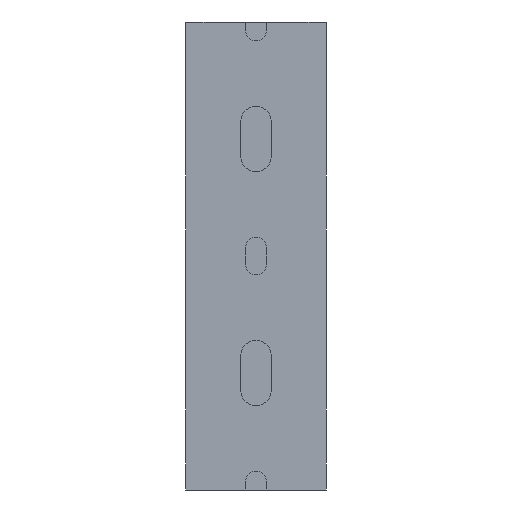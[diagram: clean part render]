
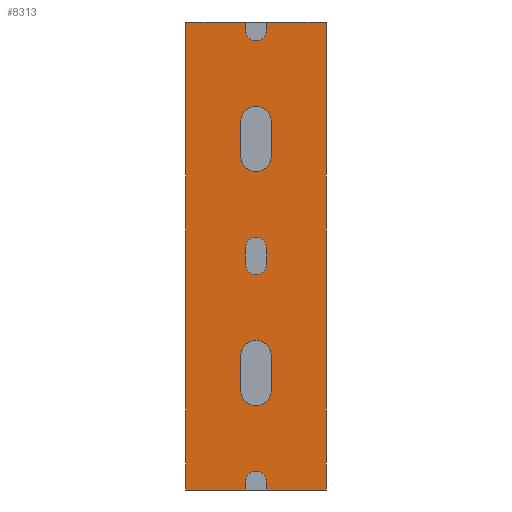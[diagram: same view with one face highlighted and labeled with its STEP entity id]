
A CAD part, front view. The second image highlights one B-rep face of the part: STEP entity #8313.
In plain terms, the highlighted planar face has unit normal (0, -1, 0).
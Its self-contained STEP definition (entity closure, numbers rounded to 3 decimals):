
#30=FACE_BOUND('',#933,.T.);
#31=FACE_BOUND('',#934,.T.);
#32=FACE_BOUND('',#935,.T.);
#501=FACE_OUTER_BOUND('',#932,.T.);
#932=EDGE_LOOP('',(#6407,#6408,#6409,#6410,#6411,#6412,#6413,#6414,#6415,
#6416,#6417,#6418));
#933=EDGE_LOOP('',(#6419,#6420,#6421,#6422));
#934=EDGE_LOOP('',(#6423,#6424,#6425,#6426));
#935=EDGE_LOOP('',(#6427,#6428,#6429,#6430));
#1389=LINE('',#12802,#2257);
#1392=LINE('',#12807,#2260);
#1551=LINE('',#13226,#2419);
#1554=LINE('',#13233,#2422);
#1571=LINE('',#13281,#2439);
#1574=LINE('',#13286,#2442);
#1576=LINE('',#13291,#2444);
#1578=LINE('',#13294,#2446);
#1579=LINE('',#13298,#2447);
#1580=LINE('',#13300,#2448);
#1581=LINE('',#13302,#2449);
#1582=LINE('',#13304,#2450);
#1583=LINE('',#13306,#2451);
#1584=LINE('',#13311,#2452);
#1585=LINE('',#13317,#2453);
#1586=LINE('',#13321,#2454);
#2257=VECTOR('',#9947,10.);
#2260=VECTOR('',#9952,10.);
#2419=VECTOR('',#10391,10.);
#2422=VECTOR('',#10396,10.);
#2439=VECTOR('',#10433,10.);
#2442=VECTOR('',#10438,10.);
#2444=VECTOR('',#10442,10.);
#2446=VECTOR('',#10446,10.);
#2447=VECTOR('',#10449,10.);
#2448=VECTOR('',#10450,10.);
#2449=VECTOR('',#10451,10.);
#2450=VECTOR('',#10452,10.);
#2451=VECTOR('',#10453,10.);
#2452=VECTOR('',#10458,10.);
#2453=VECTOR('',#10465,10.);
#2454=VECTOR('',#10468,10.);
#3042=CIRCLE('',#8950,2.25);
#3043=CIRCLE('',#8951,2.25);
#3044=CIRCLE('',#8952,3.25);
#3045=CIRCLE('',#8953,3.25);
#3046=CIRCLE('',#8954,3.25);
#3047=CIRCLE('',#8955,3.25);
#3048=CIRCLE('',#8956,2.25);
#3049=CIRCLE('',#8957,2.25);
#3511=VERTEX_POINT('',#12799);
#3512=VERTEX_POINT('',#12801);
#3513=VERTEX_POINT('',#12806);
#3572=VERTEX_POINT('',#13223);
#3573=VERTEX_POINT('',#13225);
#3574=VERTEX_POINT('',#13229);
#3576=VERTEX_POINT('',#13232);
#3596=VERTEX_POINT('',#13278);
#3597=VERTEX_POINT('',#13280);
#3598=VERTEX_POINT('',#13284);
#3599=VERTEX_POINT('',#13288);
#3600=VERTEX_POINT('',#13290);
#3601=VERTEX_POINT('',#13295);
#3602=VERTEX_POINT('',#13297);
#3603=VERTEX_POINT('',#13299);
#3604=VERTEX_POINT('',#13301);
#3605=VERTEX_POINT('',#13303);
#3606=VERTEX_POINT('',#13305);
#3607=VERTEX_POINT('',#13308);
#3608=VERTEX_POINT('',#13310);
#3609=VERTEX_POINT('',#13313);
#3610=VERTEX_POINT('',#13315);
#3611=VERTEX_POINT('',#13318);
#3612=VERTEX_POINT('',#13320);
#4411=EDGE_CURVE('',#3511,#3512,#1389,.T.);
#4414=EDGE_CURVE('',#3512,#3513,#1392,.T.);
#4600=EDGE_CURVE('',#3573,#3572,#1551,.T.);
#4603=EDGE_CURVE('',#3576,#3574,#1554,.T.);
#4628=EDGE_CURVE('',#3597,#3596,#1571,.T.);
#4631=EDGE_CURVE('',#3511,#3598,#1574,.T.);
#4633=EDGE_CURVE('',#3600,#3599,#1576,.T.);
#4635=EDGE_CURVE('',#3513,#3574,#1578,.T.);
#4636=EDGE_CURVE('',#3598,#3601,#3042,.T.);
#4637=EDGE_CURVE('',#3601,#3602,#1579,.T.);
#4638=EDGE_CURVE('',#3602,#3603,#1580,.T.);
#4639=EDGE_CURVE('',#3603,#3604,#1581,.T.);
#4640=EDGE_CURVE('',#3604,#3605,#1582,.T.);
#4641=EDGE_CURVE('',#3605,#3606,#1583,.T.);
#4642=EDGE_CURVE('',#3606,#3576,#3043,.T.);
#4643=EDGE_CURVE('',#3572,#3607,#3044,.T.);
#4644=EDGE_CURVE('',#3607,#3608,#1584,.T.);
#4645=EDGE_CURVE('',#3608,#3573,#3045,.T.);
#4646=EDGE_CURVE('',#3609,#3597,#3046,.T.);
#4647=EDGE_CURVE('',#3596,#3610,#3047,.T.);
#4648=EDGE_CURVE('',#3610,#3609,#1585,.T.);
#4649=EDGE_CURVE('',#3599,#3611,#3048,.T.);
#4650=EDGE_CURVE('',#3611,#3612,#1586,.T.);
#4651=EDGE_CURVE('',#3612,#3600,#3049,.T.);
#6407=ORIENTED_EDGE('',*,*,#4603,.T.);
#6408=ORIENTED_EDGE('',*,*,#4635,.F.);
#6409=ORIENTED_EDGE('',*,*,#4414,.F.);
#6410=ORIENTED_EDGE('',*,*,#4411,.F.);
#6411=ORIENTED_EDGE('',*,*,#4631,.T.);
#6412=ORIENTED_EDGE('',*,*,#4636,.T.);
#6413=ORIENTED_EDGE('',*,*,#4637,.T.);
#6414=ORIENTED_EDGE('',*,*,#4638,.T.);
#6415=ORIENTED_EDGE('',*,*,#4639,.T.);
#6416=ORIENTED_EDGE('',*,*,#4640,.T.);
#6417=ORIENTED_EDGE('',*,*,#4641,.T.);
#6418=ORIENTED_EDGE('',*,*,#4642,.T.);
#6419=ORIENTED_EDGE('',*,*,#4643,.T.);
#6420=ORIENTED_EDGE('',*,*,#4644,.T.);
#6421=ORIENTED_EDGE('',*,*,#4645,.T.);
#6422=ORIENTED_EDGE('',*,*,#4600,.T.);
#6423=ORIENTED_EDGE('',*,*,#4646,.T.);
#6424=ORIENTED_EDGE('',*,*,#4628,.T.);
#6425=ORIENTED_EDGE('',*,*,#4647,.T.);
#6426=ORIENTED_EDGE('',*,*,#4648,.T.);
#6427=ORIENTED_EDGE('',*,*,#4649,.T.);
#6428=ORIENTED_EDGE('',*,*,#4650,.T.);
#6429=ORIENTED_EDGE('',*,*,#4651,.T.);
#6430=ORIENTED_EDGE('',*,*,#4633,.T.);
#7978=PLANE('',#8949);
#8313=ADVANCED_FACE('',(#501,#30,#31,#32),#7978,.T.);
#8949=AXIS2_PLACEMENT_3D('',#13293,#10444,#10445);
#8950=AXIS2_PLACEMENT_3D('',#13296,#10447,#10448);
#8951=AXIS2_PLACEMENT_3D('',#13307,#10454,#10455);
#8952=AXIS2_PLACEMENT_3D('',#13309,#10456,#10457);
#8953=AXIS2_PLACEMENT_3D('',#13312,#10459,#10460);
#8954=AXIS2_PLACEMENT_3D('',#13314,#10461,#10462);
#8955=AXIS2_PLACEMENT_3D('',#13316,#10463,#10464);
#8956=AXIS2_PLACEMENT_3D('',#13319,#10466,#10467);
#8957=AXIS2_PLACEMENT_3D('',#13322,#10469,#10470);
#9947=DIRECTION('',(1.,0.,0.));
#9952=DIRECTION('',(0.,0.,-1.));
#10391=DIRECTION('',(0.,0.,-1.));
#10396=DIRECTION('',(0.,0.,-1.));
#10433=DIRECTION('',(0.,0.,-1.));
#10438=DIRECTION('',(0.,0.,-1.));
#10442=DIRECTION('',(0.,0.,-1.));
#10444=DIRECTION('center_axis',(0.,-1.,0.));
#10445=DIRECTION('ref_axis',(0.,0.,-1.));
#10446=DIRECTION('',(-1.,0.,0.));
#10447=DIRECTION('center_axis',(0.,1.,0.));
#10448=DIRECTION('ref_axis',(-1.,0.,0.));
#10449=DIRECTION('',(0.,0.,1.));
#10450=DIRECTION('',(-1.,0.,0.));
#10451=DIRECTION('',(0.,0.,-1.));
#10452=DIRECTION('',(1.,0.,0.));
#10453=DIRECTION('',(0.,0.,1.));
#10454=DIRECTION('center_axis',(0.,1.,0.));
#10455=DIRECTION('ref_axis',(1.,0.,0.));
#10456=DIRECTION('center_axis',(0.,1.,0.));
#10457=DIRECTION('ref_axis',(-1.,0.,0.));
#10458=DIRECTION('',(0.,0.,1.));
#10459=DIRECTION('center_axis',(0.,1.,0.));
#10460=DIRECTION('ref_axis',(1.,0.,0.));
#10461=DIRECTION('center_axis',(0.,1.,0.));
#10462=DIRECTION('ref_axis',(1.,0.,0.));
#10463=DIRECTION('center_axis',(0.,1.,0.));
#10464=DIRECTION('ref_axis',(-1.,0.,0.));
#10465=DIRECTION('',(0.,0.,1.));
#10466=DIRECTION('center_axis',(0.,1.,0.));
#10467=DIRECTION('ref_axis',(-1.,0.,0.));
#10468=DIRECTION('',(0.,0.,1.));
#10469=DIRECTION('center_axis',(0.,1.,0.));
#10470=DIRECTION('ref_axis',(1.,0.,0.));
#12799=CARTESIAN_POINT('',(2.25,0.,0.));
#12801=CARTESIAN_POINT('',(15.,0.,0.));
#12802=CARTESIAN_POINT('',(0.,0.,0.));
#12806=CARTESIAN_POINT('',(15.,0.,-100.));
#12807=CARTESIAN_POINT('',(15.,0.,0.));
#13223=CARTESIAN_POINT('',(3.25,0.,-78.75));
#13225=CARTESIAN_POINT('',(3.25,0.,-71.25));
#13226=CARTESIAN_POINT('',(3.25,0.,-35.625));
#13229=CARTESIAN_POINT('',(2.25,0.,-100.));
#13232=CARTESIAN_POINT('',(2.25,0.,-98.25));
#13233=CARTESIAN_POINT('',(2.25,0.,-49.125));
#13278=CARTESIAN_POINT('',(3.25,0.,-28.75));
#13280=CARTESIAN_POINT('',(3.25,0.,-21.25));
#13281=CARTESIAN_POINT('',(3.25,0.,-10.625));
#13284=CARTESIAN_POINT('',(2.25,0.,-1.75));
#13286=CARTESIAN_POINT('',(2.25,0.,0.875));
#13288=CARTESIAN_POINT('',(2.25,0.,-51.75));
#13290=CARTESIAN_POINT('',(2.25,0.,-48.25));
#13291=CARTESIAN_POINT('',(2.25,0.,-24.125));
#13293=CARTESIAN_POINT('Origin',(-15.,0.,0.));
#13294=CARTESIAN_POINT('',(0.,0.,-100.));
#13295=CARTESIAN_POINT('',(-2.25,0.,-1.75));
#13296=CARTESIAN_POINT('Origin',(0.,0.,
-1.75));
#13297=CARTESIAN_POINT('',(-2.25,0.,0.));
#13298=CARTESIAN_POINT('',(-2.25,0.,0.875));
#13299=CARTESIAN_POINT('',(-15.,0.,0.));
#13300=CARTESIAN_POINT('',(0.,0.,0.));
#13301=CARTESIAN_POINT('',(-15.,0.,-100.));
#13302=CARTESIAN_POINT('',(-15.,0.,0.));
#13303=CARTESIAN_POINT('',(-2.25,0.,-100.));
#13304=CARTESIAN_POINT('',(0.,0.,-100.));
#13305=CARTESIAN_POINT('',(-2.25,0.,-98.25));
#13306=CARTESIAN_POINT('',(-2.25,0.,-49.125));
#13307=CARTESIAN_POINT('Origin',(0.,0.,
-98.25));
#13308=CARTESIAN_POINT('',(-3.25,0.,-78.75));
#13309=CARTESIAN_POINT('Origin',(0.,0.,
-78.75));
#13310=CARTESIAN_POINT('',(-3.25,0.,-71.25));
#13311=CARTESIAN_POINT('',(-3.25,0.,-35.625));
#13312=CARTESIAN_POINT('Origin',(0.,0.,
-71.25));
#13313=CARTESIAN_POINT('',(-3.25,0.,-21.25));
#13314=CARTESIAN_POINT('Origin',(0.,0.,
-21.25));
#13315=CARTESIAN_POINT('',(-3.25,0.,-28.75));
#13316=CARTESIAN_POINT('Origin',(0.,0.,
-28.75));
#13317=CARTESIAN_POINT('',(-3.25,0.,-10.625));
#13318=CARTESIAN_POINT('',(-2.25,0.,-51.75));
#13319=CARTESIAN_POINT('Origin',(0.,0.,
-51.75));
#13320=CARTESIAN_POINT('',(-2.25,0.,-48.25));
#13321=CARTESIAN_POINT('',(-2.25,0.,-24.125));
#13322=CARTESIAN_POINT('Origin',(0.,0.,
-48.25));
